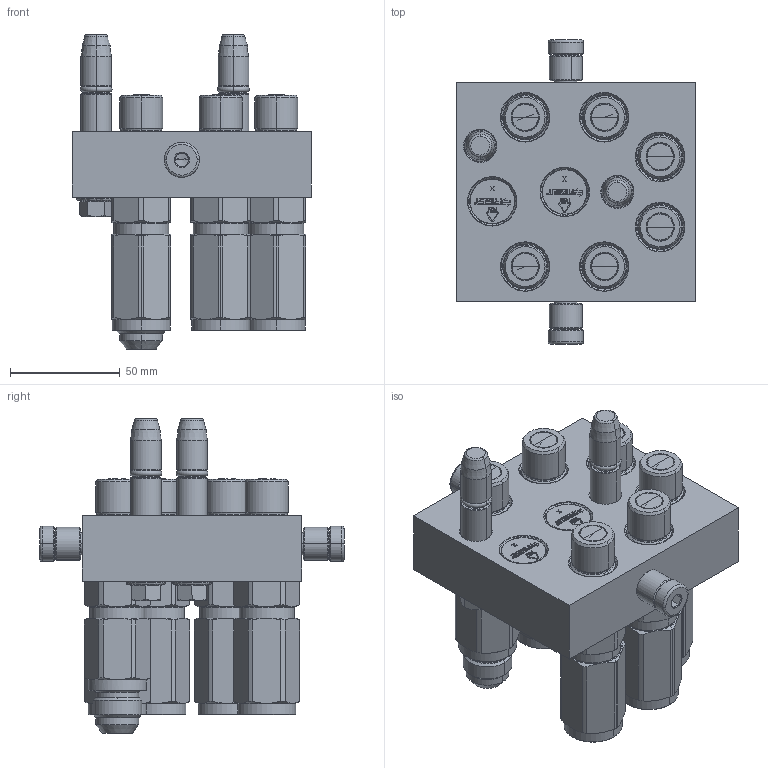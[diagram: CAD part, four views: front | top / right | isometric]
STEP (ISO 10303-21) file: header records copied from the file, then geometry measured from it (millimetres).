
FILE_DESCRIPTION (( 'STEP AP214' ), '1' );
FILE_NAME ('FASTER.step', '2021-01-07T01:02:32', ( '' ), ( '' ), 'SwSTEP 2.0', 'SolidWorks 2017', '' );
FILE_SCHEMA (( 'AUTOMOTIVE_DESIGN' ));
Length unit declared in the file: millimetre
Products named in the file (14): P5068_M_BASE; et002; 1540_080_0008_000; 4830_021_0000_000; FASTER; 3ffnp38_gas_m; 3ffnp3813_58sm; 4830_028_1000_011; TAPPO_38; or2_62x9_19_m; 4830_013_3000_030; 4850_010_0000_000
Assembly tree (23 placements, depth 3):
  FASTER
    P5068_M_BASE
      4850_010_0000_000
      4830_021_0000_000  x2
      1540_080_0008_000  x2
      4830_013_3000_030  x2
      4830_028_1000_011  x2
      or2_62x9_19_m  x2
    3ffnp3813_58sm
      3ffnp3813_58sm
    TAPPO_38  x2
    3ffnp38_gas_m  x5
      3ffnp38_gas_m
    et002
Bounding box: 109.3 x 138.6 x 143.3 mm (x, y, z)
Volume: 13312.4 mm3; surface area: 159001.9 mm2
Topology: 7 solids, 78 shells, 3149 faces, 9063 edges, 5999 vertices
Faces by surface type: plane 1789, cylinder 636, cone 430, torus 197, bspline 85, sphere 12
Entity records: 76811 total; most frequent: CARTESIAN_POINT 18472, ORIENTED_EDGE 10748, DIRECTION 10084, EDGE_CURVE 5594, VECTOR 4038, LINE 4038, VERTEX_POINT 3684, AXIS2_PLACEMENT_3D 3023
